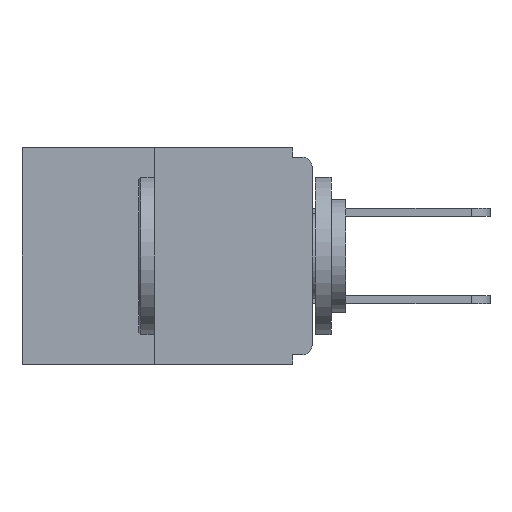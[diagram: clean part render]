
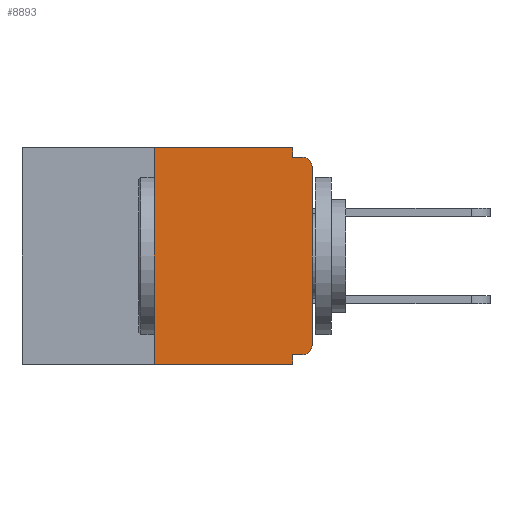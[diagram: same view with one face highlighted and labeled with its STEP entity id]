
A CAD part, left-side view. The second image highlights one B-rep face of the part: STEP entity #8893.
In plain terms, the highlighted planar face has unit normal (-1, 0, 0).
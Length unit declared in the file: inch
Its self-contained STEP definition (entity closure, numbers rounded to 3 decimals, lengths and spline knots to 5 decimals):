
#67 = LINE ( 'NONE', #28707, #4950 ) ;
#363 = DIRECTION ( 'NONE',  ( -1., 0., 0. ) ) ;
#1072 = VECTOR ( 'NONE', #23985, 39.37008 ) ;
#1298 = VECTOR ( 'NONE', #2941, 39.37008 ) ;
#1564 = CARTESIAN_POINT ( 'NONE',  ( 0., 0.015, -0.313 ) ) ;
#2277 = VERTEX_POINT ( 'NONE', #11978 ) ;
#2620 = CIRCLE ( 'NONE', #14129, 0.015 ) ;
#2941 = DIRECTION ( 'NONE',  ( 0., 1., 0. ) ) ;
#3145 = LINE ( 'NONE', #22122, #1298 ) ;
#3353 = LINE ( 'NONE', #6187, #4110 ) ;
#3655 = CARTESIAN_POINT ( 'NONE',  ( 0., 0.015, -0.015 ) ) ;
#4110 = VECTOR ( 'NONE', #13423, 39.37008 ) ;
#4750 = VERTEX_POINT ( 'NONE', #15096 ) ;
#4882 = ORIENTED_EDGE ( 'NONE', *, *, #18535, .F. ) ;
#4950 = VECTOR ( 'NONE', #18833, 39.37008 ) ;
#5644 = VERTEX_POINT ( 'NONE', #22789 ) ;
#6143 = PLANE ( 'NONE',  #14653 ) ;
#6187 = CARTESIAN_POINT ( 'NONE',  ( 0., 0.031, 0. ) ) ;
#7234 = ORIENTED_EDGE ( 'NONE', *, *, #27912, .T. ) ;
#7915 = VECTOR ( 'NONE', #11787, 39.37008 ) ;
#8450 = CARTESIAN_POINT ( 'NONE',  ( 0., 0.031, -0.015 ) ) ;
#8873 = ORIENTED_EDGE ( 'NONE', *, *, #11841, .F. ) ;
#8893 = ADVANCED_FACE ( 'NONE', ( #27804 ), #6143, .F. ) ;
#9006 = LINE ( 'NONE', #30578, #1072 ) ;
#9178 = VERTEX_POINT ( 'NONE', #16962 ) ;
#9422 = LINE ( 'NONE', #21322, #7915 ) ;
#10295 = VERTEX_POINT ( 'NONE', #17973 ) ;
#10540 = ORIENTED_EDGE ( 'NONE', *, *, #27801, .F. ) ;
#10957 = DIRECTION ( 'NONE',  ( 0., 0., -1. ) ) ;
#11787 = DIRECTION ( 'NONE',  ( 0., -1., 0. ) ) ;
#11841 = EDGE_CURVE ( 'NONE', #2277, #25025, #3145, .T. ) ;
#11978 = CARTESIAN_POINT ( 'NONE',  ( 0., 0.015, -0.328 ) ) ;
#12109 = EDGE_CURVE ( 'NONE', #2277, #10295, #14052, .T. ) ;
#13423 = DIRECTION ( 'NONE',  ( 0., 0., -1. ) ) ;
#13433 = EDGE_CURVE ( 'NONE', #15471, #5644, #67, .T. ) ;
#13436 = DIRECTION ( 'NONE',  ( -1., 0., 0. ) ) ;
#14052 = CIRCLE ( 'NONE', #19988, 0.015 ) ;
#14113 = VECTOR ( 'NONE', #14133, 39.37008 ) ;
#14129 = AXIS2_PLACEMENT_3D ( 'NONE', #16991, #363, #21770 ) ;
#14133 = DIRECTION ( 'NONE',  ( 0., 0., 1. ) ) ;
#14230 = DIRECTION ( 'NONE',  ( 0., 0., -1. ) ) ;
#14653 = AXIS2_PLACEMENT_3D ( 'NONE', #30134, #20490, #10957 ) ;
#15096 = CARTESIAN_POINT ( 'NONE',  ( 0., 0.25, -0.343 ) ) ;
#15471 = VERTEX_POINT ( 'NONE', #27935 ) ;
#16186 = ORIENTED_EDGE ( 'NONE', *, *, #18558, .F. ) ;
#16198 = VECTOR ( 'NONE', #14230, 39.37008 ) ;
#16363 = CARTESIAN_POINT ( 'NONE',  ( 0., 0.031, -0.328 ) ) ;
#16962 = CARTESIAN_POINT ( 'NONE',  ( 0., 0.031, -0.343 ) ) ;
#16991 = CARTESIAN_POINT ( 'NONE',  ( 0., 0.015, -0.03 ) ) ;
#17743 = EDGE_CURVE ( 'NONE', #25025, #9178, #22633, .T. ) ;
#17973 = CARTESIAN_POINT ( 'NONE',  ( 0., 0., -0.313 ) ) ;
#18535 = EDGE_CURVE ( 'NONE', #5644, #22243, #3353, .T. ) ;
#18558 = EDGE_CURVE ( 'NONE', #4750, #15471, #9006, .T. ) ;
#18833 = DIRECTION ( 'NONE',  ( 0., -1., 0. ) ) ;
#19988 = AXIS2_PLACEMENT_3D ( 'NONE', #1564, #13436, #27888 ) ;
#20490 = DIRECTION ( 'NONE',  ( 1., 0., 0. ) ) ;
#20514 = EDGE_LOOP ( 'NONE', ( #24927, #16186, #7234, #23503, #8873, #25993, #21599, #21842, #10540, #4882 ) ) ;
#20822 = CARTESIAN_POINT ( 'NONE',  ( 0., 0., -0.03 ) ) ;
#20956 = EDGE_CURVE ( 'NONE', #10295, #26652, #31053, .T. ) ;
#21322 = CARTESIAN_POINT ( 'NONE',  ( 0., 0., -0.015 ) ) ;
#21599 = ORIENTED_EDGE ( 'NONE', *, *, #20956, .T. ) ;
#21770 = DIRECTION ( 'NONE',  ( 0., 0., -1. ) ) ;
#21842 = ORIENTED_EDGE ( 'NONE', *, *, #29101, .T. ) ;
#22122 = CARTESIAN_POINT ( 'NONE',  ( 0., 0., -0.328 ) ) ;
#22243 = VERTEX_POINT ( 'NONE', #8450 ) ;
#22633 = LINE ( 'NONE', #26474, #16198 ) ;
#22759 = CARTESIAN_POINT ( 'NONE',  ( 0., 0.46, -0.343 ) ) ;
#22789 = CARTESIAN_POINT ( 'NONE',  ( 0., 0.031, 0. ) ) ;
#22962 = DIRECTION ( 'NONE',  ( 0., -1., 0. ) ) ;
#23363 = LINE ( 'NONE', #22759, #27138 ) ;
#23503 = ORIENTED_EDGE ( 'NONE', *, *, #17743, .F. ) ;
#23743 = CARTESIAN_POINT ( 'NONE',  ( 0., 0., 0. ) ) ;
#23985 = DIRECTION ( 'NONE',  ( 0., 0., 1. ) ) ;
#24927 = ORIENTED_EDGE ( 'NONE', *, *, #13433, .F. ) ;
#25025 = VERTEX_POINT ( 'NONE', #16363 ) ;
#25498 = VERTEX_POINT ( 'NONE', #3655 ) ;
#25993 = ORIENTED_EDGE ( 'NONE', *, *, #12109, .T. ) ;
#26474 = CARTESIAN_POINT ( 'NONE',  ( 0., 0.031, -0.343 ) ) ;
#26652 = VERTEX_POINT ( 'NONE', #20822 ) ;
#27138 = VECTOR ( 'NONE', #22962, 39.37008 ) ;
#27801 = EDGE_CURVE ( 'NONE', #22243, #25498, #9422, .T. ) ;
#27804 = FACE_OUTER_BOUND ( 'NONE', #20514, .T. ) ;
#27888 = DIRECTION ( 'NONE',  ( 0., 0., -1. ) ) ;
#27912 = EDGE_CURVE ( 'NONE', #4750, #9178, #23363, .T. ) ;
#27935 = CARTESIAN_POINT ( 'NONE',  ( 0., 0.25, 0. ) ) ;
#28707 = CARTESIAN_POINT ( 'NONE',  ( 0., 0.46, 0. ) ) ;
#29101 = EDGE_CURVE ( 'NONE', #26652, #25498, #2620, .T. ) ;
#30134 = CARTESIAN_POINT ( 'NONE',  ( 0., 0.46, 0. ) ) ;
#30578 = CARTESIAN_POINT ( 'NONE',  ( 0., 0.25, 0. ) ) ;
#31053 = LINE ( 'NONE', #23743, #14113 ) ;
